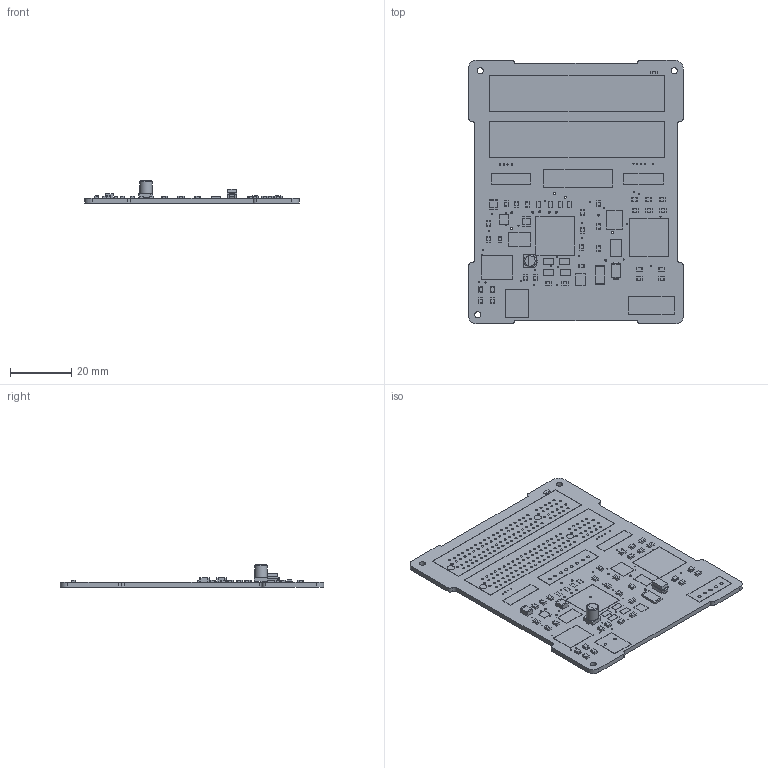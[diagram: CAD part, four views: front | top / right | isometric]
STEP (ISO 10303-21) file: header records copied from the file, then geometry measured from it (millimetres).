
FILE_DESCRIPTION(/* description */ (''),/* implementation_level */ '2;1');
FILE_NAME(/* name */ '753e170a-18fa-4041-b27b-472189f396b2.stp',/* time_stamp */ '2020-06-07T01:44:28+00:00',/* author */ (''),/* organization */ (''),/* preprocessor_version */ 'ST-DEVELOPER v18.1',/* originating_system */ 'Autodesk Translation Framework v9.3.0.1241',/* authorisation */ '');
FILE_SCHEMA (('AUTOMOTIVE_DESIGN { 1 0 10303 214 3 1 1 }'));
Length unit declared in the file: millimetre
Products named in the file (28): 753e170a-18fa-4041-b27b-472189f396b2; PCB Component; Board; PCIE-098-02-X-D-TH; 500; 53398-06; 100nF; 6.8uH; B130-13-F; MP2307DN-LF-Z; JST-XH-05-PIN-LONG-PAD; S1M; 0805L075; CHIP-LED0805; INA219BIDCNT; 0.1; SOLDERJUMPER_REFLOW_NOPASTE; SOLDERJUMPER_REFLOW_NOPASTE (1); SOLDERJUMPER_REFLOW_NOPASTE (2); SOLDERJUMPER_REFLOW_NOPASTE (3); JST-XH-08-PIN-ROUND-PAD; 10uF; USB-SMD-NS; FT232RLSSOP; Green; 68uF; MBRS140T3G; LM2621SMD
Assembly tree (62 placements, depth 3):
  753e170a-18fa-4041-b27b-472189f396b2
    PCB Component
      Board
      PCIE-098-02-X-D-TH  x2
      500  x18
      53398-06  x2
      100nF  x10
      6.8uH  x2
      B130-13-F
      MP2307DN-LF-Z
      JST-XH-05-PIN-LONG-PAD
      S1M
      0805L075  x4
      CHIP-LED0805  x2
      INA219BIDCNT
      0.1
      SOLDERJUMPER_REFLOW_NOPASTE
      SOLDERJUMPER_REFLOW_NOPASTE (1)
      SOLDERJUMPER_REFLOW_NOPASTE (2)
      SOLDERJUMPER_REFLOW_NOPASTE (3)
      JST-XH-08-PIN-ROUND-PAD
      10uF
      USB-SMD-NS
      FT232RLSSOP
      Green  x2
      68uF  x2
      MBRS140T3G
      LM2621SMD
Bounding box: 70 x 86 x 7.27 mm (x, y, z)
Volume: 9269.1 mm3; surface area: 17929.4 mm2
Topology: 61 solids, 61 shells, 1041 faces, 2736 edges, 1820 vertices
Faces by surface type: plane 738, cylinder 302, torus 1
Full cylindrical faces by diameter (mm): 0.35 x29, 0.4 x8, 0.65 x12, 0.7 x196, 0.9 x2, 1.016 x13, 2 x3, 2.35 x4, 4 x1
Entity records: 20980 total; most frequent: DIRECTION 3475, CARTESIAN_POINT 3239, ORIENTED_EDGE 3096, EDGE_CURVE 1548, AXIS2_PLACEMENT_3D 1264, EDGE_LOOP 1112, VERTEX_POINT 1028, LINE 947
